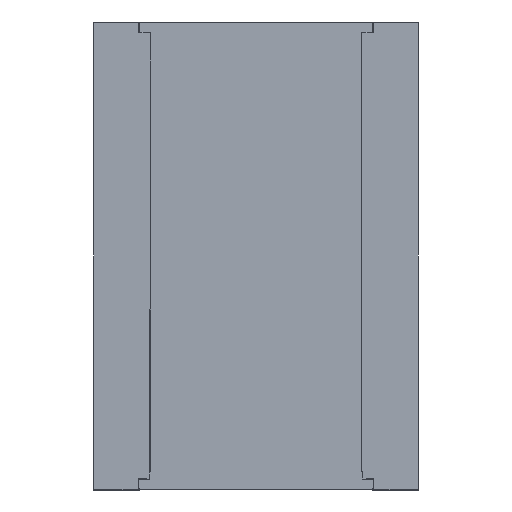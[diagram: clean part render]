
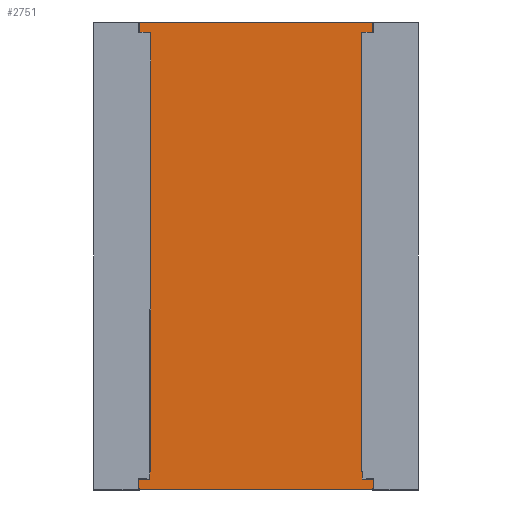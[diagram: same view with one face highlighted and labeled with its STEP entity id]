
A CAD part, front view. The second image highlights one B-rep face of the part: STEP entity #2751.
In plain terms, the highlighted planar face has unit normal (0, -1, 0).
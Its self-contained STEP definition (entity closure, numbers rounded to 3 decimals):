
#7 = ORIENTED_EDGE ( 'NONE', *, *, #557, .T. ) ;
#12 = VERTEX_POINT ( 'NONE', #2090 ) ;
#23 = DIRECTION ( 'NONE',  ( 0., 0., 1. ) ) ;
#36 = ORIENTED_EDGE ( 'NONE', *, *, #600, .T. ) ;
#47 = LINE ( 'NONE', #2247, #628 ) ;
#60 = EDGE_CURVE ( 'NONE', #1117, #1380, #2240, .T. ) ;
#72 = DIRECTION ( 'NONE',  ( 0.003, 0., 1. ) ) ;
#162 = CARTESIAN_POINT ( 'NONE',  ( -1.157, -0.245, -2.295 ) ) ;
#172 = ORIENTED_EDGE ( 'NONE', *, *, #844, .F. ) ;
#173 = DIRECTION ( 'NONE',  ( 0., 0., 1. ) ) ;
#175 = DIRECTION ( 'NONE',  ( 1., 0., -0.003 ) ) ;
#194 = VERTEX_POINT ( 'NONE', #2249 ) ;
#217 = FACE_OUTER_BOUND ( 'NONE', #1089, .T. ) ;
#218 = EDGE_CURVE ( 'NONE', #1577, #12, #716, .T. ) ;
#230 = VECTOR ( 'NONE', #572, 1000. ) ;
#245 = ORIENTED_EDGE ( 'NONE', *, *, #60, .T. ) ;
#262 = ORIENTED_EDGE ( 'NONE', *, *, #2626, .T. ) ;
#295 = VERTEX_POINT ( 'NONE', #1037 ) ;
#310 = VERTEX_POINT ( 'NONE', #2124 ) ;
#363 = ORIENTED_EDGE ( 'NONE', *, *, #1217, .T. ) ;
#436 = DIRECTION ( 'NONE',  ( 1., 0., 0. ) ) ;
#440 = LINE ( 'NONE', #3058, #870 ) ;
#465 = CARTESIAN_POINT ( 'NONE',  ( 1.037, -0.245, 2.205 ) ) ;
#487 = ORIENTED_EDGE ( 'NONE', *, *, #1075, .T. ) ;
#521 = CARTESIAN_POINT ( 'NONE',  ( 1.157, -0.245, -2.201 ) ) ;
#557 = EDGE_CURVE ( 'NONE', #2543, #310, #2726, .T. ) ;
#572 = DIRECTION ( 'NONE',  ( 0., 0., 1. ) ) ;
#580 = DIRECTION ( 'NONE',  ( -1., 0., 0. ) ) ;
#600 = EDGE_CURVE ( 'NONE', #1380, #2491, #47, .T. ) ;
#616 = VERTEX_POINT ( 'NONE', #797 ) ;
#621 = DIRECTION ( 'NONE',  ( 1., 0., 0. ) ) ;
#624 = LINE ( 'NONE', #2480, #1851 ) ;
#628 = VECTOR ( 'NONE', #2973, 1000. ) ;
#636 = VERTEX_POINT ( 'NONE', #2590 ) ;
#691 = CARTESIAN_POINT ( 'NONE',  ( -1.037, -0.245, 2.205 ) ) ;
#703 = CARTESIAN_POINT ( 'NONE',  ( -1.6, -0.245, 2.3 ) ) ;
#716 = LINE ( 'NONE', #1352, #2580 ) ;
#733 = VECTOR ( 'NONE', #2179, 1000. ) ;
#762 = ORIENTED_EDGE ( 'NONE', *, *, #1647, .F. ) ;
#764 = VECTOR ( 'NONE', #175, 1000. ) ;
#775 = DIRECTION ( 'NONE',  ( -0.003, 0., 1. ) ) ;
#780 = DIRECTION ( 'NONE',  ( 0., 0., 1. ) ) ;
#797 = CARTESIAN_POINT ( 'NONE',  ( -1.038, -0.245, 0.002 ) ) ;
#844 = EDGE_CURVE ( 'NONE', #1117, #295, #624, .T. ) ;
#846 = ORIENTED_EDGE ( 'NONE', *, *, #952, .F. ) ;
#862 = VERTEX_POINT ( 'NONE', #2724 ) ;
#869 = CARTESIAN_POINT ( 'NONE',  ( 1.037, -0.245, 2.205 ) ) ;
#870 = VECTOR ( 'NONE', #2821, 1000. ) ;
#891 = CARTESIAN_POINT ( 'NONE',  ( 0., -0.245, 0. ) ) ;
#901 = ORIENTED_EDGE ( 'NONE', *, *, #2425, .T. ) ;
#904 = LINE ( 'NONE', #2758, #230 ) ;
#914 = DIRECTION ( 'NONE',  ( -1., 0., 0. ) ) ;
#938 = CARTESIAN_POINT ( 'NONE',  ( 1.15, -0.245, 2.305 ) ) ;
#952 = EDGE_CURVE ( 'NONE', #636, #616, #1062, .T. ) ;
#968 = CARTESIAN_POINT ( 'NONE',  ( 0., -0.245, -2.3 ) ) ;
#970 = EDGE_CURVE ( 'NONE', #2846, #2095, #904, .T. ) ;
#1017 = LINE ( 'NONE', #2333, #2228 ) ;
#1037 = CARTESIAN_POINT ( 'NONE',  ( -1.15, -0.245, -2.295 ) ) ;
#1060 = CARTESIAN_POINT ( 'NONE',  ( 1.157, -0.245, -2.295 ) ) ;
#1062 = LINE ( 'NONE', #3004, #2196 ) ;
#1067 = VECTOR ( 'NONE', #173, 1000. ) ;
#1075 = EDGE_CURVE ( 'NONE', #2846, #295, #1017, .T. ) ;
#1080 = ORIENTED_EDGE ( 'NONE', *, *, #2037, .F. ) ;
#1087 = DIRECTION ( 'NONE',  ( 0., 0., 1. ) ) ;
#1089 = EDGE_LOOP ( 'NONE', ( #487, #172, #245, #36, #2850, #262, #901, #7, #3127, #363, #2659, #1820, #1797, #1080, #762, #846, #1287, #1563 ) ) ;
#1102 = DIRECTION ( 'NONE',  ( 0., 0., 1. ) ) ;
#1117 = VERTEX_POINT ( 'NONE', #2107 ) ;
#1144 = DIRECTION ( 'NONE',  ( 0., 0., -1. ) ) ;
#1160 = EDGE_CURVE ( 'NONE', #2003, #2491, #2496, .T. ) ;
#1176 = CARTESIAN_POINT ( 'NONE',  ( -1.157, -0.245, -2.201 ) ) ;
#1217 = EDGE_CURVE ( 'NONE', #1558, #194, #1787, .T. ) ;
#1222 = VECTOR ( 'NONE', #914, 1000. ) ;
#1242 = EDGE_CURVE ( 'NONE', #194, #862, #2344, .T. ) ;
#1270 = CARTESIAN_POINT ( 'NONE',  ( 1.157, -0.245, -2.201 ) ) ;
#1282 = CARTESIAN_POINT ( 'NONE',  ( 1.15, -0.245, -2.3 ) ) ;
#1287 = ORIENTED_EDGE ( 'NONE', *, *, #2899, .F. ) ;
#1311 = LINE ( 'NONE', #465, #1386 ) ;
#1319 = CARTESIAN_POINT ( 'NONE',  ( 1.157, -0.245, -2.3 ) ) ;
#1352 = CARTESIAN_POINT ( 'NONE',  ( -1.15, -0.245, 2.305 ) ) ;
#1359 = VERTEX_POINT ( 'NONE', #521 ) ;
#1380 = VERTEX_POINT ( 'NONE', #1282 ) ;
#1386 = VECTOR ( 'NONE', #23, 1000. ) ;
#1395 = LINE ( 'NONE', #2056, #2763 ) ;
#1558 = VERTEX_POINT ( 'NONE', #869 ) ;
#1563 = ORIENTED_EDGE ( 'NONE', *, *, #970, .F. ) ;
#1576 = CARTESIAN_POINT ( 'NONE',  ( -1.157, -0.245, -2.201 ) ) ;
#1577 = VERTEX_POINT ( 'NONE', #3053 ) ;
#1647 = EDGE_CURVE ( 'NONE', #616, #2293, #440, .T. ) ;
#1766 = LINE ( 'NONE', #1319, #2972 ) ;
#1787 = LINE ( 'NONE', #2847, #2990 ) ;
#1797 = ORIENTED_EDGE ( 'NONE', *, *, #218, .F. ) ;
#1807 = VECTOR ( 'NONE', #2721, 1000. ) ;
#1820 = ORIENTED_EDGE ( 'NONE', *, *, #2355, .T. ) ;
#1851 = VECTOR ( 'NONE', #780, 1000. ) ;
#1877 = LINE ( 'NONE', #1270, #1807 ) ;
#2003 = VERTEX_POINT ( 'NONE', #1060 ) ;
#2034 = LINE ( 'NONE', #703, #733 ) ;
#2037 = EDGE_CURVE ( 'NONE', #2293, #1577, #1395, .T. ) ;
#2056 = CARTESIAN_POINT ( 'NONE',  ( -1.15, -0.245, 2.205 ) ) ;
#2088 = VECTOR ( 'NONE', #775, 1000. ) ;
#2090 = CARTESIAN_POINT ( 'NONE',  ( -1.15, -0.245, 2.3 ) ) ;
#2095 = VERTEX_POINT ( 'NONE', #1576 ) ;
#2107 = CARTESIAN_POINT ( 'NONE',  ( -1.15, -0.245, -2.3 ) ) ;
#2117 = CARTESIAN_POINT ( 'NONE',  ( 1.15, -0.245, -2.295 ) ) ;
#2124 = CARTESIAN_POINT ( 'NONE',  ( 1.038, -0.245, 0.002 ) ) ;
#2129 = DIRECTION ( 'NONE',  ( 1., 0., 0. ) ) ;
#2179 = DIRECTION ( 'NONE',  ( -1., 0., 0. ) ) ;
#2196 = VECTOR ( 'NONE', #72, 1000. ) ;
#2228 = VECTOR ( 'NONE', #621, 1000. ) ;
#2231 = CARTESIAN_POINT ( 'NONE',  ( 1.044, -0.245, -2.202 ) ) ;
#2240 = LINE ( 'NONE', #968, #2318 ) ;
#2247 = CARTESIAN_POINT ( 'NONE',  ( 1.15, -0.245, -2.305 ) ) ;
#2249 = CARTESIAN_POINT ( 'NONE',  ( 1.15, -0.245, 2.205 ) ) ;
#2293 = VERTEX_POINT ( 'NONE', #691 ) ;
#2318 = VECTOR ( 'NONE', #436, 1000. ) ;
#2333 = CARTESIAN_POINT ( 'NONE',  ( -1.15, -0.245, -2.295 ) ) ;
#2344 = LINE ( 'NONE', #938, #1067 ) ;
#2355 = EDGE_CURVE ( 'NONE', #862, #12, #2034, .T. ) ;
#2405 = EDGE_CURVE ( 'NONE', #310, #1558, #1311, .T. ) ;
#2425 = EDGE_CURVE ( 'NONE', #1359, #2543, #1877, .T. ) ;
#2480 = CARTESIAN_POINT ( 'NONE',  ( -1.15, -0.245, -2.305 ) ) ;
#2491 = VERTEX_POINT ( 'NONE', #2754 ) ;
#2496 = LINE ( 'NONE', #2117, #1222 ) ;
#2523 = CARTESIAN_POINT ( 'NONE',  ( 1.044, -0.245, -2.202 ) ) ;
#2543 = VERTEX_POINT ( 'NONE', #2523 ) ;
#2578 = PLANE ( 'NONE',  #2614 ) ;
#2580 = VECTOR ( 'NONE', #1102, 1000. ) ;
#2586 = DIRECTION ( 'NONE',  ( 0., -1., 0. ) ) ;
#2590 = CARTESIAN_POINT ( 'NONE',  ( -1.044, -0.245, -2.202 ) ) ;
#2614 = AXIS2_PLACEMENT_3D ( 'NONE', #891, #2586, #1144 ) ;
#2626 = EDGE_CURVE ( 'NONE', #2003, #1359, #1766, .T. ) ;
#2659 = ORIENTED_EDGE ( 'NONE', *, *, #1242, .T. ) ;
#2701 = LINE ( 'NONE', #1176, #764 ) ;
#2721 = DIRECTION ( 'NONE',  ( -1., 0., -0.003 ) ) ;
#2724 = CARTESIAN_POINT ( 'NONE',  ( 1.15, -0.245, 2.3 ) ) ;
#2726 = LINE ( 'NONE', #2231, #2088 ) ;
#2751 = ADVANCED_FACE ( 'NONE', ( #217 ), #2578, .T. ) ;
#2754 = CARTESIAN_POINT ( 'NONE',  ( 1.15, -0.245, -2.295 ) ) ;
#2758 = CARTESIAN_POINT ( 'NONE',  ( -1.157, -0.245, -2.3 ) ) ;
#2763 = VECTOR ( 'NONE', #580, 1000. ) ;
#2821 = DIRECTION ( 'NONE',  ( 0., 0., 1. ) ) ;
#2846 = VERTEX_POINT ( 'NONE', #162 ) ;
#2847 = CARTESIAN_POINT ( 'NONE',  ( 1.15, -0.245, 2.205 ) ) ;
#2850 = ORIENTED_EDGE ( 'NONE', *, *, #1160, .F. ) ;
#2899 = EDGE_CURVE ( 'NONE', #2095, #636, #2701, .T. ) ;
#2972 = VECTOR ( 'NONE', #1087, 1000. ) ;
#2973 = DIRECTION ( 'NONE',  ( 0., 0., 1. ) ) ;
#2990 = VECTOR ( 'NONE', #2129, 1000. ) ;
#3004 = CARTESIAN_POINT ( 'NONE',  ( -1.044, -0.245, -2.202 ) ) ;
#3053 = CARTESIAN_POINT ( 'NONE',  ( -1.15, -0.245, 2.205 ) ) ;
#3058 = CARTESIAN_POINT ( 'NONE',  ( -1.037, -0.245, 2.205 ) ) ;
#3127 = ORIENTED_EDGE ( 'NONE', *, *, #2405, .T. ) ;
